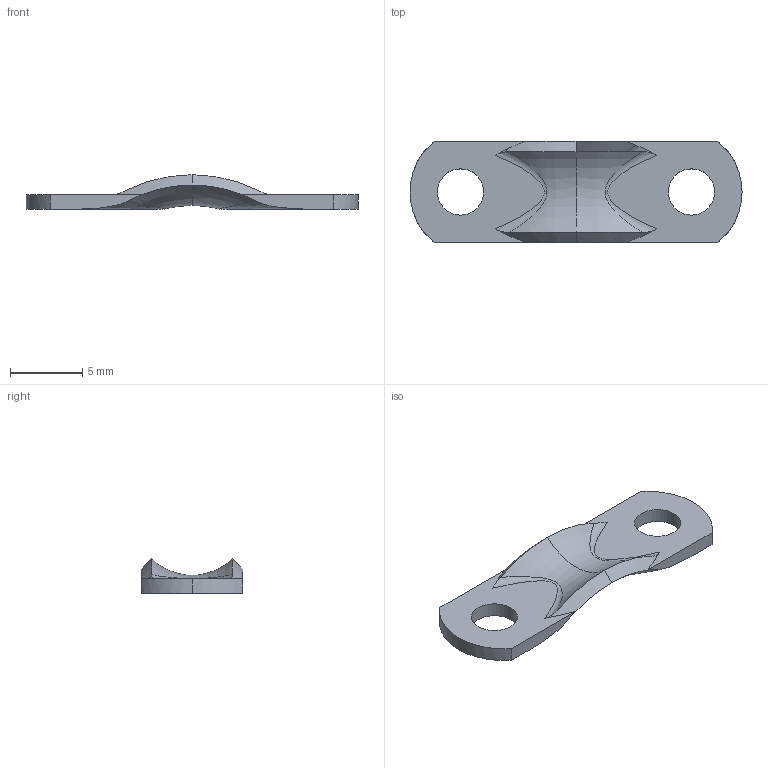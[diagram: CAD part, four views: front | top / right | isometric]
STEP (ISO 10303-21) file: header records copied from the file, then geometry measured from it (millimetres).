
FILE_DESCRIPTION(('CoCreate Modeling STEP Export'),'2;1');
FILE_NAME('1435027.stp','2017-12-13T11:03:01',(''),(''),'CoCreate Modeling STEP processor for AP214 (Solid Model)','CoCreate Modeling 16.00D 29-May-2009 (C) Parametric Technology GmbH','');
FILE_SCHEMA(('AUTOMOTIVE_DESIGN { 1 0 10303 214 1 1 1 1 }'));
Length unit declared in the file: millimetre
Products named in the file (1): Zugentlastungsschelle
Bounding box: 23 x 7 x 2.39 mm (x, y, z)
Volume: 137.6 mm3; surface area: 351.1 mm2
Topology: 1 solids, 1 shells, 28 faces, 70 edges, 44 vertices
Faces by surface type: cylinder 8, plane 8, torus 4, cone 4, bspline 4
Entity records: 5192 total; most frequent: CARTESIAN_POINT 4593, ORIENTED_EDGE 140, DIRECTION 86, EDGE_CURVE 70, VERTEX_POINT 44, AXIS2_PLACEMENT_3D 35, EDGE_LOOP 32, FACE_OUTER_BOUND 28
